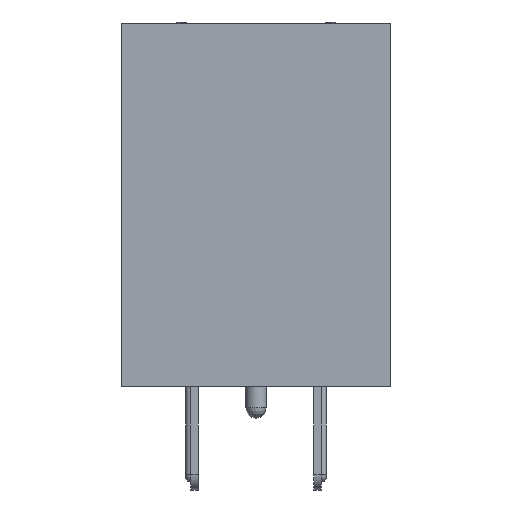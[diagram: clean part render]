
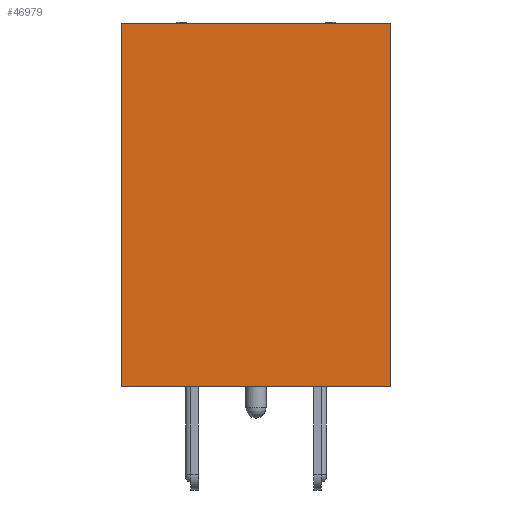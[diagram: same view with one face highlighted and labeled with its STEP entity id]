
A CAD part, left-side view. The second image highlights one B-rep face of the part: STEP entity #46979.
In plain terms, the highlighted planar face has unit normal (-1, 0, 0).
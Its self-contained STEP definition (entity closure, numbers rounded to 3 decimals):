
#42600 = PLANE('',#42601);
#42601 = AXIS2_PLACEMENT_3D('',#42602,#42603,#42604);
#42602 = CARTESIAN_POINT('',(0.,0.,0.));
#42603 = DIRECTION('',(0.,1.,0.));
#42604 = DIRECTION('',(1.,0.,0.));
#42656 = PLANE('',#42657);
#42657 = AXIS2_PLACEMENT_3D('',#42658,#42659,#42660);
#42658 = CARTESIAN_POINT('',(23.3,8.6,0.));
#42659 = DIRECTION('',(0.,-1.,0.));
#42660 = DIRECTION('',(-1.,0.,0.));
#42698 = VERTEX_POINT('',#42699);
#42699 = CARTESIAN_POINT('',(0.,0.,0.));
#42715 = PLANE('',#42716);
#42716 = AXIS2_PLACEMENT_3D('',#42717,#42718,#42719);
#42717 = CARTESIAN_POINT('',(11.65,4.3,0.));
#42718 = DIRECTION('',(0.,0.,1.));
#42719 = DIRECTION('',(1.,0.,0.));
#42727 = EDGE_CURVE('',#42698,#42728,#42730,.T.);
#42728 = VERTEX_POINT('',#42729);
#42729 = CARTESIAN_POINT('',(0.,0.,11.6));
#42730 = SURFACE_CURVE('',#42731,(#42735,#42742),.PCURVE_S1.);
#42731 = LINE('',#42732,#42733);
#42732 = CARTESIAN_POINT('',(0.,0.,0.));
#42733 = VECTOR('',#42734,1.);
#42734 = DIRECTION('',(0.,0.,1.));
#42735 = PCURVE('',#42600,#42736);
#42736 = DEFINITIONAL_REPRESENTATION('',(#42737),#42741);
#42737 = LINE('',#42738,#42739);
#42738 = CARTESIAN_POINT('',(0.,0.));
#42739 = VECTOR('',#42740,1.);
#42740 = DIRECTION('',(0.,-1.));
#42741 = ( GEOMETRIC_REPRESENTATION_CONTEXT(2) 
PARAMETRIC_REPRESENTATION_CONTEXT() REPRESENTATION_CONTEXT('2D SPACE',''
  ) );
#42742 = PCURVE('',#42743,#42748);
#42743 = PLANE('',#42744);
#42744 = AXIS2_PLACEMENT_3D('',#42745,#42746,#42747);
#42745 = CARTESIAN_POINT('',(0.,8.6,0.));
#42746 = DIRECTION('',(1.,0.,0.));
#42747 = DIRECTION('',(0.,-1.,0.));
#42748 = DEFINITIONAL_REPRESENTATION('',(#42749),#42753);
#42749 = LINE('',#42750,#42751);
#42750 = CARTESIAN_POINT('',(8.6,0.));
#42751 = VECTOR('',#42752,1.);
#42752 = DIRECTION('',(0.,-1.));
#42753 = ( GEOMETRIC_REPRESENTATION_CONTEXT(2) 
PARAMETRIC_REPRESENTATION_CONTEXT() REPRESENTATION_CONTEXT('2D SPACE',''
  ) );
#42771 = PLANE('',#42772);
#42772 = AXIS2_PLACEMENT_3D('',#42773,#42774,#42775);
#42773 = CARTESIAN_POINT('',(11.65,4.3,11.6));
#42774 = DIRECTION('',(0.,0.,1.));
#42775 = DIRECTION('',(1.,0.,0.));
#43757 = VERTEX_POINT('',#43758);
#43758 = CARTESIAN_POINT('',(0.,8.6,11.6));
#43779 = EDGE_CURVE('',#43780,#43757,#43782,.T.);
#43780 = VERTEX_POINT('',#43781);
#43781 = CARTESIAN_POINT('',(0.,8.6,0.));
#43782 = SURFACE_CURVE('',#43783,(#43787,#43794),.PCURVE_S1.);
#43783 = LINE('',#43784,#43785);
#43784 = CARTESIAN_POINT('',(0.,8.6,0.));
#43785 = VECTOR('',#43786,1.);
#43786 = DIRECTION('',(0.,0.,1.));
#43787 = PCURVE('',#42656,#43788);
#43788 = DEFINITIONAL_REPRESENTATION('',(#43789),#43793);
#43789 = LINE('',#43790,#43791);
#43790 = CARTESIAN_POINT('',(23.3,0.));
#43791 = VECTOR('',#43792,1.);
#43792 = DIRECTION('',(0.,-1.));
#43793 = ( GEOMETRIC_REPRESENTATION_CONTEXT(2) 
PARAMETRIC_REPRESENTATION_CONTEXT() REPRESENTATION_CONTEXT('2D SPACE',''
  ) );
#43794 = PCURVE('',#42743,#43795);
#43795 = DEFINITIONAL_REPRESENTATION('',(#43796),#43800);
#43796 = LINE('',#43797,#43798);
#43797 = CARTESIAN_POINT('',(0.,0.));
#43798 = VECTOR('',#43799,1.);
#43799 = DIRECTION('',(0.,-1.));
#43800 = ( GEOMETRIC_REPRESENTATION_CONTEXT(2) 
PARAMETRIC_REPRESENTATION_CONTEXT() REPRESENTATION_CONTEXT('2D SPACE',''
  ) );
#44412 = EDGE_CURVE('',#43780,#42698,#44413,.T.);
#44413 = SURFACE_CURVE('',#44414,(#44418,#44425),.PCURVE_S1.);
#44414 = LINE('',#44415,#44416);
#44415 = CARTESIAN_POINT('',(0.,8.6,0.));
#44416 = VECTOR('',#44417,1.);
#44417 = DIRECTION('',(0.,-1.,0.));
#44418 = PCURVE('',#42715,#44419);
#44419 = DEFINITIONAL_REPRESENTATION('',(#44420),#44424);
#44420 = LINE('',#44421,#44422);
#44421 = CARTESIAN_POINT('',(-11.65,4.3));
#44422 = VECTOR('',#44423,1.);
#44423 = DIRECTION('',(0.,-1.));
#44424 = ( GEOMETRIC_REPRESENTATION_CONTEXT(2) 
PARAMETRIC_REPRESENTATION_CONTEXT() REPRESENTATION_CONTEXT('2D SPACE',''
  ) );
#44425 = PCURVE('',#42743,#44426);
#44426 = DEFINITIONAL_REPRESENTATION('',(#44427),#44431);
#44427 = LINE('',#44428,#44429);
#44428 = CARTESIAN_POINT('',(0.,0.));
#44429 = VECTOR('',#44430,1.);
#44430 = DIRECTION('',(1.,0.));
#44431 = ( GEOMETRIC_REPRESENTATION_CONTEXT(2) 
PARAMETRIC_REPRESENTATION_CONTEXT() REPRESENTATION_CONTEXT('2D SPACE',''
  ) );
#45989 = EDGE_CURVE('',#43757,#42728,#45990,.T.);
#45990 = SURFACE_CURVE('',#45991,(#45995,#46002),.PCURVE_S1.);
#45991 = LINE('',#45992,#45993);
#45992 = CARTESIAN_POINT('',(0.,8.6,11.6));
#45993 = VECTOR('',#45994,1.);
#45994 = DIRECTION('',(0.,-1.,0.));
#45995 = PCURVE('',#42771,#45996);
#45996 = DEFINITIONAL_REPRESENTATION('',(#45997),#46001);
#45997 = LINE('',#45998,#45999);
#45998 = CARTESIAN_POINT('',(-11.65,4.3));
#45999 = VECTOR('',#46000,1.);
#46000 = DIRECTION('',(0.,-1.));
#46001 = ( GEOMETRIC_REPRESENTATION_CONTEXT(2) 
PARAMETRIC_REPRESENTATION_CONTEXT() REPRESENTATION_CONTEXT('2D SPACE',''
  ) );
#46002 = PCURVE('',#42743,#46003);
#46003 = DEFINITIONAL_REPRESENTATION('',(#46004),#46008);
#46004 = LINE('',#46005,#46006);
#46005 = CARTESIAN_POINT('',(0.,-11.6));
#46006 = VECTOR('',#46007,1.);
#46007 = DIRECTION('',(1.,0.));
#46008 = ( GEOMETRIC_REPRESENTATION_CONTEXT(2) 
PARAMETRIC_REPRESENTATION_CONTEXT() REPRESENTATION_CONTEXT('2D SPACE',''
  ) );
#46979 = ADVANCED_FACE('',(#46980),#42743,.F.);
#46980 = FACE_BOUND('',#46981,.F.);
#46981 = EDGE_LOOP('',(#46982,#46983,#46984,#46985));
#46982 = ORIENTED_EDGE('',*,*,#43779,.T.);
#46983 = ORIENTED_EDGE('',*,*,#45989,.T.);
#46984 = ORIENTED_EDGE('',*,*,#42727,.F.);
#46985 = ORIENTED_EDGE('',*,*,#44412,.F.);
